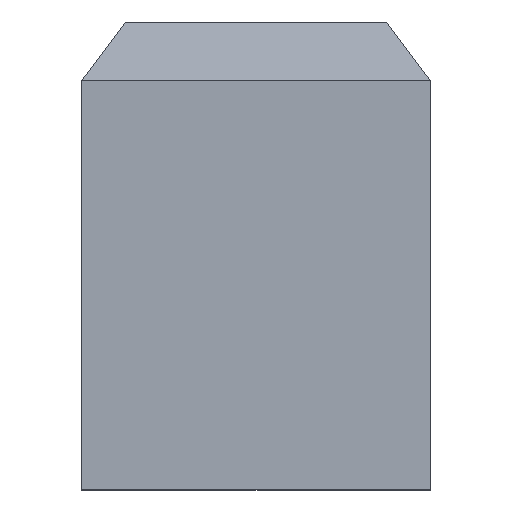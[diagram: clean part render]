
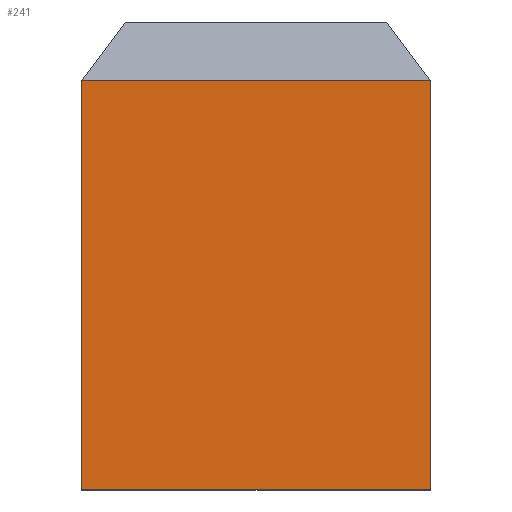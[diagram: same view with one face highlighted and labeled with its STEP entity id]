
A CAD part, top view. The second image highlights one B-rep face of the part: STEP entity #241.
In plain terms, the highlighted planar face has unit normal (0, 0, 1).
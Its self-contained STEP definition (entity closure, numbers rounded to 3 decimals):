
#99 = FACE_OUTER_BOUND($, #109 ,.T.);
#109 = EDGE_LOOP($,( #218 , #219 , #220 , #221 ));
#120 = LINE($, #320 , #140 );
#124 = LINE($, #327 , #144 );
#127 = LINE($, #335 , #147 );
#129 = LINE($, #338 , #149 );
#140 = VECTOR($, #275 ,1.);
#144 = VECTOR($, #281 ,0.875);
#147 = VECTOR($, #290 ,0.875);
#149 = VECTOR($, #294 ,1.);
#154 = VERTEX_POINT($, #308 );
#157 = VERTEX_POINT($, #316 );
#159 = VERTEX_POINT($, #325 );
#161 = VERTEX_POINT($, #334 );
#172 = EDGE_CURVE($, #154 , #157 , #120 ,.T.);
#176 = EDGE_CURVE($, #154 , #159 , #124 ,.T.);
#179 = EDGE_CURVE($, #161 , #157 , #127 ,.T.);
#181 = EDGE_CURVE($, #159 , #161 , #129 ,.T.);
#218 = ORIENTED_EDGE($,*,*, #172 ,.F.);
#219 = ORIENTED_EDGE($,*,*, #176 ,.T.);
#220 = ORIENTED_EDGE($,*,*, #181 ,.T.);
#221 = ORIENTED_EDGE($,*,*, #179 ,.T.);
#231 = PLANE($, #254 );
#241 = ADVANCED_FACE($,( #99 ), #231 ,.T.);
#254 = AXIS2_PLACEMENT_3D($, #339 , #295 , #296 );
#275 = DIRECTION($,(1.,0.,0.));
#281 = DIRECTION($,(0.,-1.,0.));
#290 = DIRECTION($,(0.,1.,0.));
#294 = DIRECTION($,(1.,0.,0.));
#295 = DIRECTION('center_axis',(0.,0.,1.));
#296 = DIRECTION('ref_axis',(1.,0.,0.));
#308 = CARTESIAN_POINT('',(-9.493,22.316,4.75));
#316 = CARTESIAN_POINT('',(9.51,22.316,4.75));
#320 = CARTESIAN_POINT($,(4.759,22.316,4.75));
#325 = CARTESIAN_POINT('',(-9.493,0,4.75));
#327 = CARTESIAN_POINT($,(-9.493,25.504,4.75));
#334 = CARTESIAN_POINT('',(9.51,0,4.75));
#335 = CARTESIAN_POINT($,(9.51,0,4.75));
#338 = CARTESIAN_POINT($,(-9.493,0,4.75));
#339 = CARTESIAN_POINT('Origin',(0.009,12.752,4.75));
